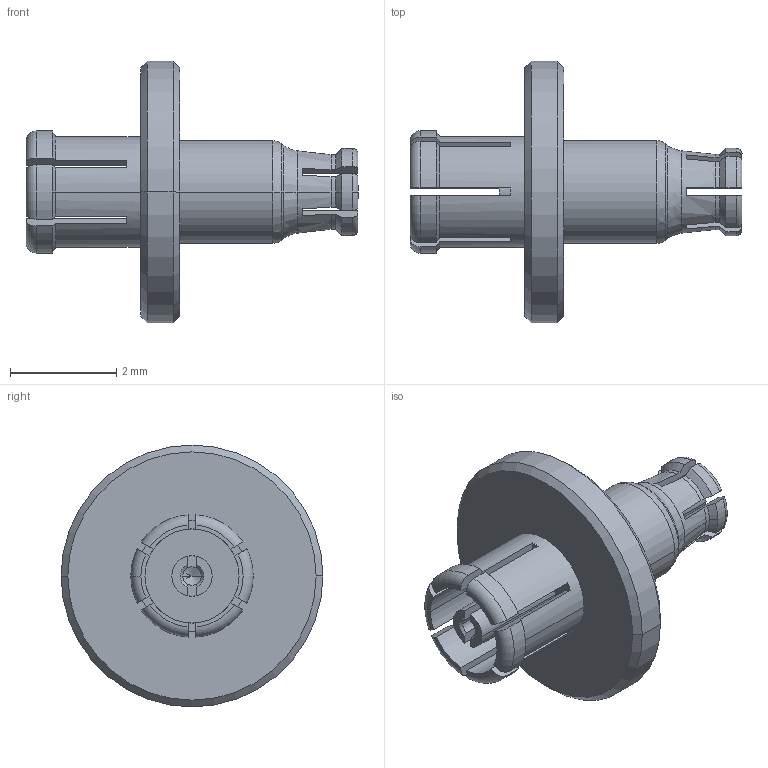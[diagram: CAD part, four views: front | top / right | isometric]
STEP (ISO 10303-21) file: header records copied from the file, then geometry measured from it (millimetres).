
FILE_DESCRIPTION (( 'STEP AP214' ), '1' );
FILE_NAME ('FMCN49821_3D.step', '2023-09-20T09:15:16', ( '' ), ( '' ), 'SwSTEP 2.0', 'SolidWorks 2022', '' );
FILE_SCHEMA (( 'AUTOMOTIVE_DESIGN' ));
Length unit declared in the file: millimetre
Products named in the file (1): FMCN49821_3D
Bounding box: 6.25 x 4.93 x 4.93 mm (x, y, z)
Volume: 22.7 mm3; surface area: 115.6 mm2
Topology: 1 solids, 2 shells, 163 faces, 450 edges, 291 vertices
Faces by surface type: plane 70, cylinder 43, cone 23, bspline 20, torus 7
Entity records: 6220 total; most frequent: CARTESIAN_POINT 2109, ORIENTED_EDGE 892, DIRECTION 838, EDGE_CURVE 446, AXIS2_PLACEMENT_3D 324, VERTEX_POINT 291, VECTOR 190, LINE 190
